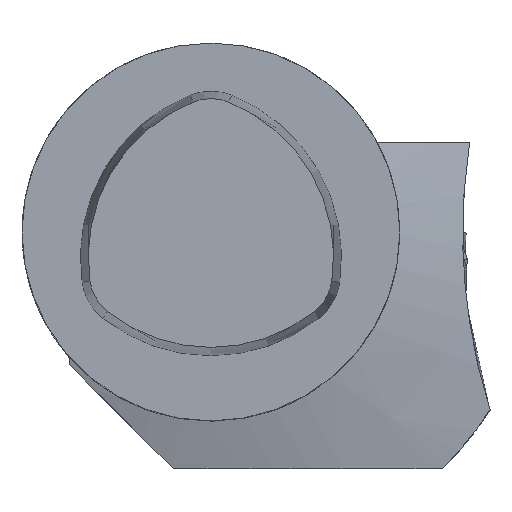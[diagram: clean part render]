
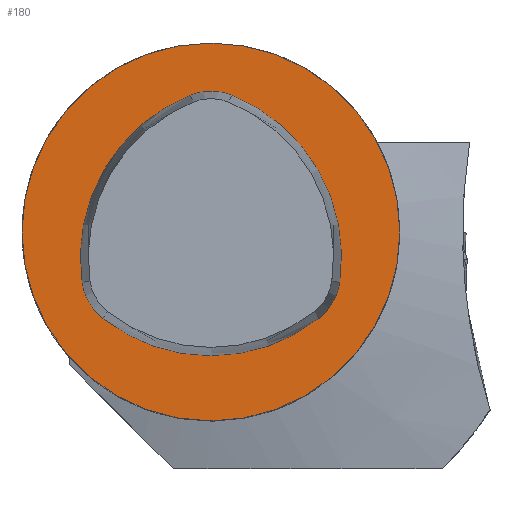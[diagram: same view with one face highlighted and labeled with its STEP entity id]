
A CAD part, top view. The second image highlights one B-rep face of the part: STEP entity #180.
In plain terms, the highlighted planar face has unit normal (0, 0, 1).
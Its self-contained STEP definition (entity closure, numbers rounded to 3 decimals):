
#136=CIRCLE('',#1793,20.);
#180=ADVANCED_FACE('',(#340),#266,.T.);
#266=PLANE('',#1803);
#340=FACE_OUTER_BOUND('',#439,.T.);
#439=EDGE_LOOP('',(#675));
#675=ORIENTED_EDGE('',*,*,#1275,.T.);
#1092=VERTEX_POINT('',#2730);
#1275=EDGE_CURVE('',#1092,#1092,#136,.T.);
#1793=AXIS2_PLACEMENT_3D('',#2729,#2061,#2062);
#1803=AXIS2_PLACEMENT_3D('',#2785,#2087,#2088);
#2061=DIRECTION('',(0.,0.,1.));
#2062=DIRECTION('',(-1.,0.,0.));
#2087=DIRECTION('',(0.,0.,1.));
#2088=DIRECTION('',(-1.,0.,0.));
#2729=CARTESIAN_POINT('',(0.,0.,0.));
#2730=CARTESIAN_POINT('',(-20.,0.,0.));
#2785=CARTESIAN_POINT('',(0.,0.,0.));
